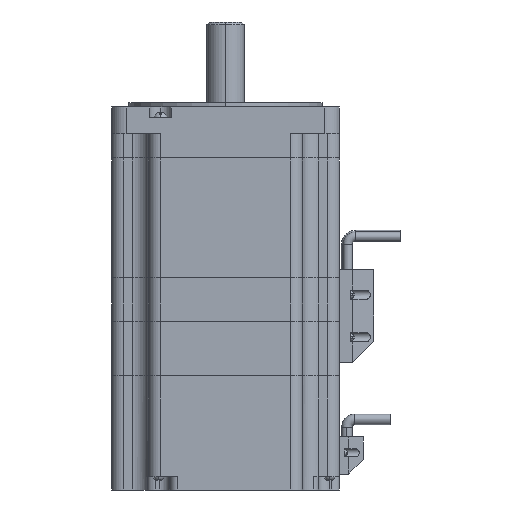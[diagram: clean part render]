
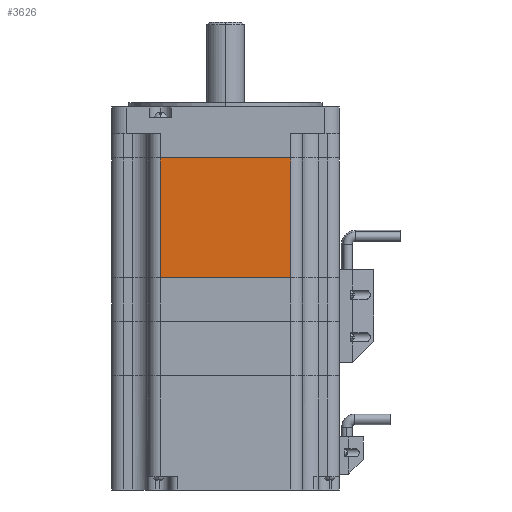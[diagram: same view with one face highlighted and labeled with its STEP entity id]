
A CAD part, left-side view. The second image highlights one B-rep face of the part: STEP entity #3626.
In plain terms, the highlighted planar face has unit normal (-1, 0, 0).
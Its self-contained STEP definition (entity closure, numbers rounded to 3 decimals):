
#537 = EDGE_CURVE ( 'NONE', #5050, #5425, #17267, .T. ) ;
#553 = EDGE_CURVE ( 'NONE', #5050, #5382, #15658, .T. ) ;
#570 = EDGE_CURVE ( 'NONE', #5382, #5348, #15837, .T. ) ;
#1050 = VECTOR ( 'NONE', #17269, 1000. ) ;
#2479 = AXIS2_PLACEMENT_3D ( 'NONE', #17484, #17485, #17486 ) ;
#2531 = FACE_OUTER_BOUND ( 'NONE', #4927, .T. ) ;
#3626 = ADVANCED_FACE ( 'NONE', ( #2531 ), #17468, .F. ) ;
#4927 = EDGE_LOOP ( 'NONE', ( #19600, #19684, #19609, #19647 ) ) ;
#5050 = VERTEX_POINT ( 'NONE', #11748 ) ;
#5348 = VERTEX_POINT ( 'NONE', #11887 ) ;
#5382 = VERTEX_POINT ( 'NONE', #11910 ) ;
#5425 = VERTEX_POINT ( 'NONE', #11923 ) ;
#9252 = LINE ( 'NONE', #9253, #20958 ) ;
#9253 = CARTESIAN_POINT ( 'NONE',  ( -46.489, 37.333, -22.5 ) ) ;
#9254 = DIRECTION ( 'NONE',  ( 0., -1., 0. ) ) ;
#11748 = CARTESIAN_POINT ( 'NONE',  ( -46.489, 18.933, 22.5 ) ) ;
#11887 = CARTESIAN_POINT ( 'NONE',  ( -46.489, -30.067, -22.5 ) ) ;
#11910 = CARTESIAN_POINT ( 'NONE',  ( -46.489, -30.067, 22.5 ) ) ;
#11923 = CARTESIAN_POINT ( 'NONE',  ( -46.489, 18.933, -22.5 ) ) ;
#13917 = EDGE_CURVE ( 'NONE', #5425, #5348, #9252, .T. ) ;
#15658 = LINE ( 'NONE', #15659, #20804 ) ;
#15659 = CARTESIAN_POINT ( 'NONE',  ( -46.489, 37.333, 22.5 ) ) ;
#15660 = DIRECTION ( 'NONE',  ( 0., -1., 0. ) ) ;
#15837 = LINE ( 'NONE', #15838, #20840 ) ;
#15838 = CARTESIAN_POINT ( 'NONE',  ( -46.489, -30.067, 22.5 ) ) ;
#15839 = DIRECTION ( 'NONE',  ( 0., 0., -1. ) ) ;
#17267 = LINE ( 'NONE', #17268, #1050 ) ;
#17268 = CARTESIAN_POINT ( 'NONE',  ( -46.489, 18.933, 22.5 ) ) ;
#17269 = DIRECTION ( 'NONE',  ( 0., 0., -1. ) ) ;
#17468 = PLANE ( 'NONE',  #2479 ) ;
#17484 = CARTESIAN_POINT ( 'NONE',  ( -46.489, 37.333, 22.5 ) ) ;
#17485 = DIRECTION ( 'NONE',  ( 1., 0., 0. ) ) ;
#17486 = DIRECTION ( 'NONE',  ( 0., 1., 0. ) ) ;
#19600 = ORIENTED_EDGE ( 'NONE', *, *, #570, .F. ) ;
#19609 = ORIENTED_EDGE ( 'NONE', *, *, #537, .T. ) ;
#19647 = ORIENTED_EDGE ( 'NONE', *, *, #13917, .T. ) ;
#19684 = ORIENTED_EDGE ( 'NONE', *, *, #553, .F. ) ;
#20804 = VECTOR ( 'NONE', #15660, 1000. ) ;
#20840 = VECTOR ( 'NONE', #15839, 1000. ) ;
#20958 = VECTOR ( 'NONE', #9254, 1000. ) ;
